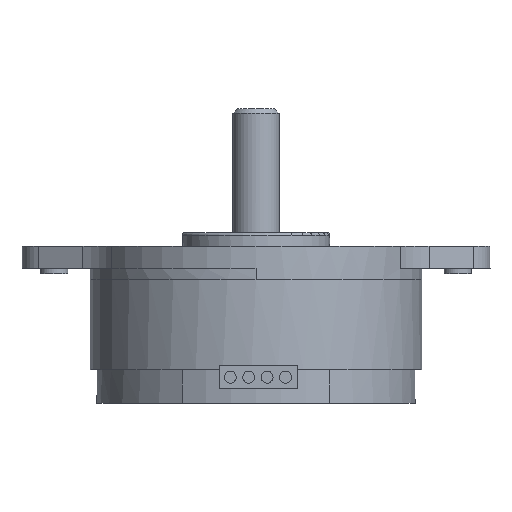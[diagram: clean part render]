
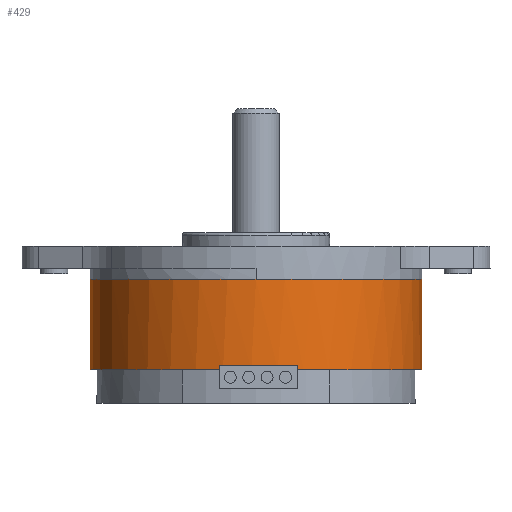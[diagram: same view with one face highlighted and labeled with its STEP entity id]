
A CAD part, front view. The second image highlights one B-rep face of the part: STEP entity #429.
In plain terms, the highlighted cylindrical face has radius 18 mm (diameter 36 mm), a partial arc.
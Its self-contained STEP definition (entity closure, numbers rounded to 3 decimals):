
#236=CARTESIAN_POINT('',(0.,0.,0.));
#237=DIRECTION('',(0.,0.,1.));
#238=DIRECTION('',(0.029,1.,0.));
#239=AXIS2_PLACEMENT_3D('',#236,#237,#238);
#241=CARTESIAN_POINT('',(0.,0.,0.));
#242=DIRECTION('',(0.,0.,1.));
#243=DIRECTION('',(-1.,0.,0.));
#244=AXIS2_PLACEMENT_3D('',#241,#242,#243);
#246=CARTESIAN_POINT('',(0.,0.,0.));
#247=DIRECTION('',(0.,0.,1.));
#248=DIRECTION('',(-0.029,-1.,0.));
#249=AXIS2_PLACEMENT_3D('',#246,#247,#248);
#251=CARTESIAN_POINT('',(0.,0.,0.));
#252=DIRECTION('',(0.,0.,1.));
#253=DIRECTION('',(1.,0.,0.));
#254=AXIS2_PLACEMENT_3D('',#251,#252,#253);
#286=DIRECTION('',(0.,0.,1.));
#287=VECTOR('',#286,9.8);
#288=CARTESIAN_POINT('',(0.515,17.993,0.));
#289=LINE('',#288,#287);
#290=DIRECTION('',(0.,0.,1.));
#291=VECTOR('',#290,9.8);
#292=CARTESIAN_POINT('',(17.993,0.515,0.));
#293=LINE('',#292,#291);
#294=CARTESIAN_POINT('',(0.,0.,9.8));
#295=DIRECTION('',(0.,0.,-1.));
#296=DIRECTION('',(1.,0.029,0.));
#297=AXIS2_PLACEMENT_3D('',#294,#295,#296);
#299=CARTESIAN_POINT('',(0.,0.,9.8));
#300=DIRECTION('',(0.,0.,-1.));
#301=DIRECTION('',(1.,0.,0.));
#302=AXIS2_PLACEMENT_3D('',#299,#300,#301);
#304=CARTESIAN_POINT('',(0.,0.,9.8));
#305=DIRECTION('',(0.,0.,-1.));
#306=DIRECTION('',(-1.,0.,0.));
#307=AXIS2_PLACEMENT_3D('',#304,#305,#306);
#342=CARTESIAN_POINT('',(0.515,17.993,0.));
#343=CARTESIAN_POINT('',(-18.,0.,0.));
#344=VERTEX_POINT('',#342);
#345=VERTEX_POINT('',#343);
#346=CARTESIAN_POINT('',(-0.515,-17.993,0.));
#347=VERTEX_POINT('',#346);
#348=CARTESIAN_POINT('',(18.,0.,0.));
#349=VERTEX_POINT('',#348);
#350=CARTESIAN_POINT('',(17.993,0.515,0.));
#351=VERTEX_POINT('',#350);
#362=CARTESIAN_POINT('',(0.515,17.993,9.8));
#363=VERTEX_POINT('',#362);
#364=CARTESIAN_POINT('',(-18.,0.,9.8));
#365=VERTEX_POINT('',#364);
#366=CARTESIAN_POINT('',(18.,0.,9.8));
#367=VERTEX_POINT('',#366);
#368=CARTESIAN_POINT('',(17.993,0.515,9.8));
#369=VERTEX_POINT('',#368);
#408=CARTESIAN_POINT('',(0.,0.,0.));
#409=DIRECTION('',(0.,0.,1.));
#410=DIRECTION('',(1.,0.,0.));
#411=AXIS2_PLACEMENT_3D('',#408,#409,#410);
#412=CYLINDRICAL_SURFACE('',#411,18.);
#413=ORIENTED_EDGE('',*,*,#389,.F.);
#414=ORIENTED_EDGE('',*,*,#387,.F.);
#415=ORIENTED_EDGE('',*,*,#385,.F.);
#416=ORIENTED_EDGE('',*,*,#383,.F.);
#418=ORIENTED_EDGE('',*,*,#417,.T.);
#420=ORIENTED_EDGE('',*,*,#419,.F.);
#422=ORIENTED_EDGE('',*,*,#421,.F.);
#424=ORIENTED_EDGE('',*,*,#423,.F.);
#426=ORIENTED_EDGE('',*,*,#425,.F.);
#427=EDGE_LOOP('',(#413,#414,#415,#416,#418,#420,#422,#424,#426));
#428=FACE_OUTER_BOUND('',#427,.F.);
#429=ADVANCED_FACE('',(#428),#412,.T.);
#240=CIRCLE('',#239,18.);
#245=CIRCLE('',#244,18.);
#250=CIRCLE('',#249,18.);
#255=CIRCLE('',#254,18.);
#298=CIRCLE('',#297,18.);
#303=CIRCLE('',#302,18.);
#308=CIRCLE('',#307,18.);
#383=EDGE_CURVE('',#344,#345,#240,.T.);
#385=EDGE_CURVE('',#345,#347,#245,.T.);
#387=EDGE_CURVE('',#347,#349,#250,.T.);
#389=EDGE_CURVE('',#349,#351,#255,.T.);
#417=EDGE_CURVE('',#344,#363,#289,.T.);
#419=EDGE_CURVE('',#365,#363,#308,.T.);
#421=EDGE_CURVE('',#367,#365,#303,.T.);
#423=EDGE_CURVE('',#369,#367,#298,.T.);
#425=EDGE_CURVE('',#351,#369,#293,.T.);
